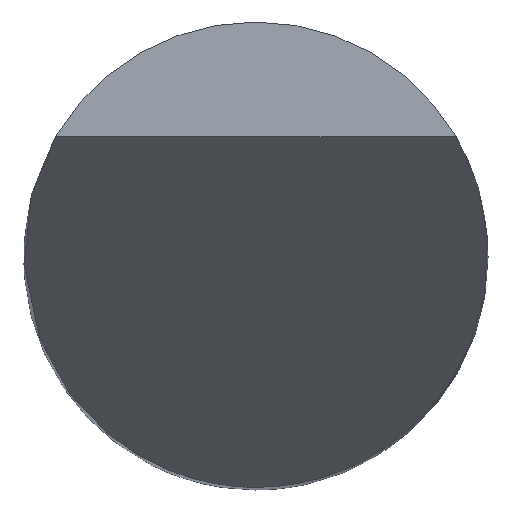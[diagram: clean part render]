
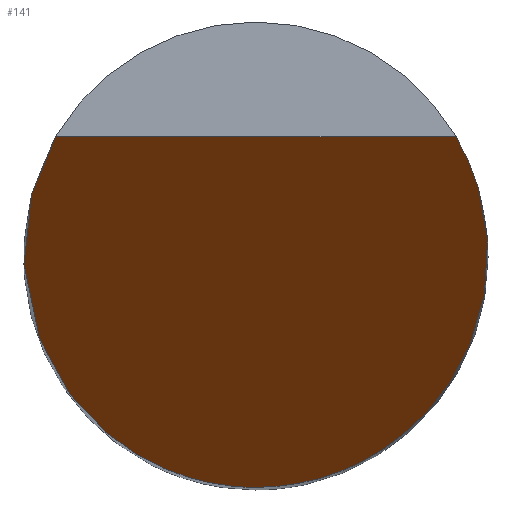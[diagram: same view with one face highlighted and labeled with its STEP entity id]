
A CAD part, top view. The second image highlights one B-rep face of the part: STEP entity #141.
In plain terms, the highlighted planar face has unit normal (0, -0.866, 0.5).
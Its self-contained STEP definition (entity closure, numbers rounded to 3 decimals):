
#57=PLANE('',#809);
#91=LINE('',#1287,#118);
#118=VECTOR('',#914,1.);
#141=ADVANCED_FACE('',(#191),#57,.F.);
#191=FACE_OUTER_BOUND('',#233,.T.);
#233=EDGE_LOOP('',(#380,#381,#382));
#380=ORIENTED_EDGE('',*,*,#620,.T.);
#381=ORIENTED_EDGE('',*,*,#655,.T.);
#382=ORIENTED_EDGE('',*,*,#656,.T.);
#547=VERTEX_POINT('',#1113);
#548=VERTEX_POINT('',#1118);
#572=VERTEX_POINT('',#1281);
#620=EDGE_CURVE('',#548,#547,#747,.T.);
#655=EDGE_CURVE('',#547,#572,#751,.T.);
#656=EDGE_CURVE('',#572,#548,#91,.T.);
#747=(
BOUNDED_CURVE()
B_SPLINE_CURVE(3,(#1114,#1115,#1116,#1117),.UNSPECIFIED.,.F.,.F.)
B_SPLINE_CURVE_WITH_KNOTS((4,4),(0.,1.),.UNSPECIFIED.)
CURVE()
GEOMETRIC_REPRESENTATION_ITEM()
RATIONAL_B_SPLINE_CURVE((1.,0.665,0.665,1.))
REPRESENTATION_ITEM('')
);
#751=(
BOUNDED_CURVE()
B_SPLINE_CURVE(3,(#1282,#1283,#1284,#1285),.UNSPECIFIED.,.F.,.F.)
B_SPLINE_CURVE_WITH_KNOTS((4,4),(0.,1.),.UNSPECIFIED.)
CURVE()
GEOMETRIC_REPRESENTATION_ITEM()
RATIONAL_B_SPLINE_CURVE((1.,0.665,0.665,1.))
REPRESENTATION_ITEM('')
);
#809=AXIS2_PLACEMENT_3D('',#1289,#917,#918);
#914=DIRECTION('',(-1.,0.,0.));
#917=DIRECTION('',(0.,0.866,-0.5));
#918=DIRECTION('',(0.,0.5,0.866));
#1113=CARTESIAN_POINT('',(0.,-2.,-3.464));
#1114=CARTESIAN_POINT('',(-1.726,1.01,1.75));
#1115=CARTESIAN_POINT('',(-2.605,-0.491,-0.85));
#1116=CARTESIAN_POINT('',(-1.74,-2.,-3.464));
#1117=CARTESIAN_POINT('',(0.,-2.,-3.464));
#1118=CARTESIAN_POINT('',(-1.726,1.01,1.75));
#1281=CARTESIAN_POINT('',(1.726,1.01,1.75));
#1282=CARTESIAN_POINT('',(0.,-2.,-3.464));
#1283=CARTESIAN_POINT('',(1.74,-2.,-3.464));
#1284=CARTESIAN_POINT('',(2.605,-0.491,-0.85));
#1285=CARTESIAN_POINT('',(1.726,1.01,1.75));
#1287=CARTESIAN_POINT('',(0.,1.01,1.75));
#1289=CARTESIAN_POINT('',(2.,-2.,-3.464));
